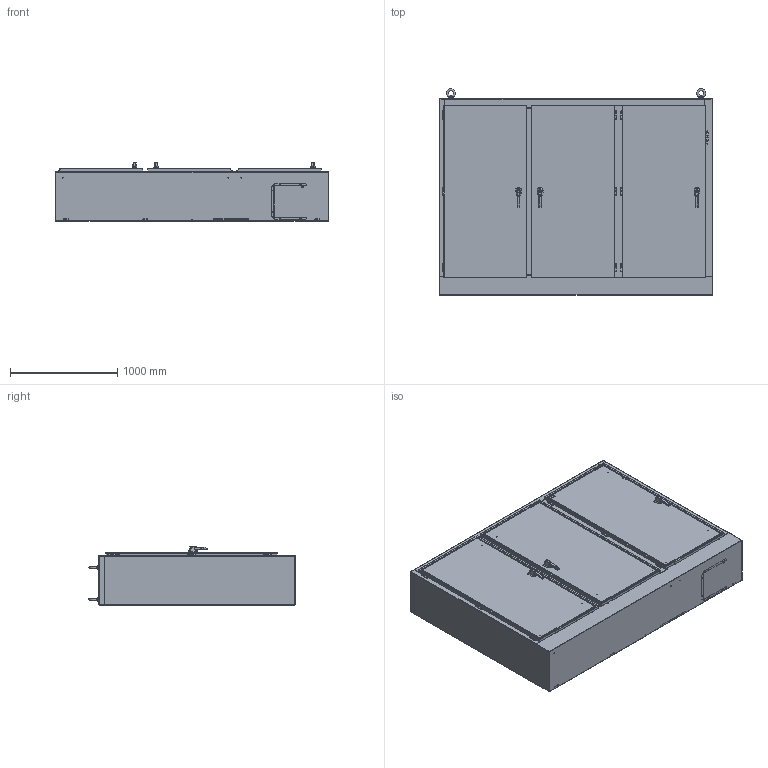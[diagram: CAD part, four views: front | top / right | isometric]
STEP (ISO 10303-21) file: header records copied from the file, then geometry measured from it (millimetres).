
FILE_DESCRIPTION (( 'STEP AP214' ), '1' );
FILE_NAME ('3UHD7210118N4SS.STEP', '2019-07-31T18:31:27', ( '' ), ( '' ), 'SwSTEP 2.0', 'SolidWorks 2018', '' );
FILE_SCHEMA (( 'AUTOMOTIVE_DESIGN' ));
Length unit declared in the file: inch
Products named in the file (1): 3UHD7210118N4SS
Bounding box: 2546.35 x 1925.23 x 545.2 mm (x, y, z)
Volume: 41750067.9 mm3; surface area: 42305166.5 mm2
Topology: 309 solids, 312 shells, 4520 faces, 10834 edges, 6985 vertices
Faces by surface type: plane 2746, cylinder 1283, bspline 259, cone 214, torus 18
Full cylindrical faces by diameter (mm): 3.68 x2, 3.967 x6, 4.249 x3, 4.394 x3, 4.75 x5, 4.775 x2, 4.801 x2, 4.826 x4, 4.928 x1, 4.976 x20, 4.978 x3, 5.105 x6, 5.461 x4, 5.537 x8, 5.563 x2, 5.893 x3, 5.918 x3, 6.248 x13, 6.325 x1, 6.35 x48, 6.477 x4, 6.528 x12, 6.731 x1, 6.756 x7, 6.985 x2, 7.112 x12, 7.137 x16, 7.163 x2, 7.366 x2, 7.442 x6
Entity records: 220226 total; most frequent: CARTESIAN_POINT 58229, ORIENTED_EDGE 20068, DIRECTION 20051, EDGE_CURVE 10034, AXIS2_PLACEMENT_3D 6947, VERTEX_POINT 6938, VECTOR 6157, LINE 6157
